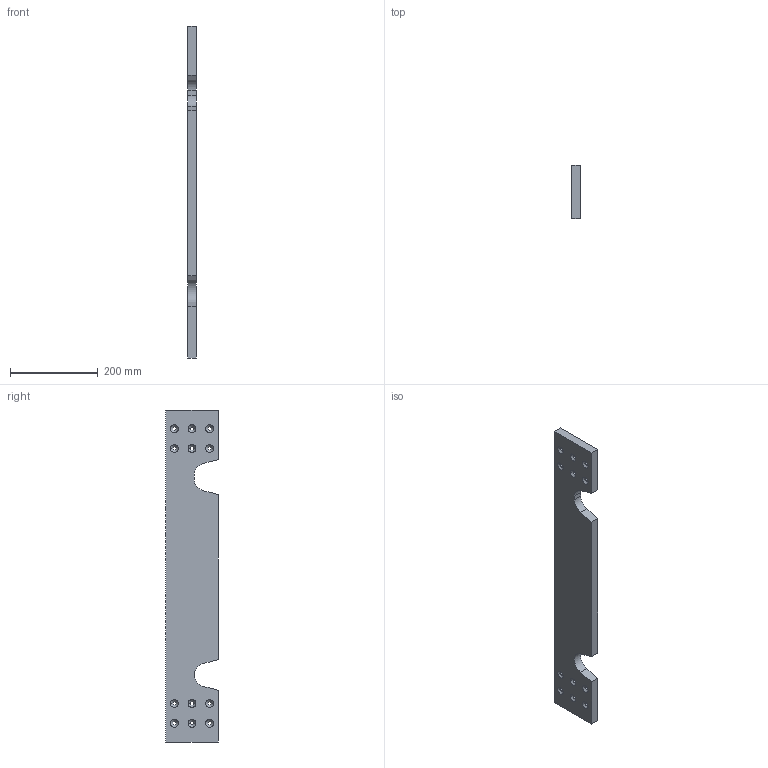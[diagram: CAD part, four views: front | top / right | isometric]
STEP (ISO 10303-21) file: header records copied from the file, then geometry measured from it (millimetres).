
FILE_DESCRIPTION(('Open CASCADE Model'),'2;1');
FILE_NAME('Open CASCADE Shape Model','2021-04-08T10:47:25',('Author'),( 'Open CASCADE'),'Open CASCADE STEP processor 7.4','Open CASCADE 7.4' ,'Unknown');
FILE_SCHEMA(('CONFIG_CONTROL_DESIGN'));
Length unit declared in the file: millimetre
Products named in the file (1): 0000036044 72
Bounding box: 20 x 120 x 755 mm (x, y, z)
Volume: 1667304.3 mm3; surface area: 210931.1 mm2
Topology: 1 solids, 1 shells, 64 faces, 162 edges, 100 vertices
Faces by surface type: cylinder 27, cone 24, plane 13
Entity records: 4216 total; most frequent: CARTESIAN_POINT 831, DIRECTION 664, LINE 354, VECTOR 354, ORIENTED_EDGE 324, PCURVE 324, DEFINITIONAL_REPRESENTATION 324, EDGE_CURVE 162
